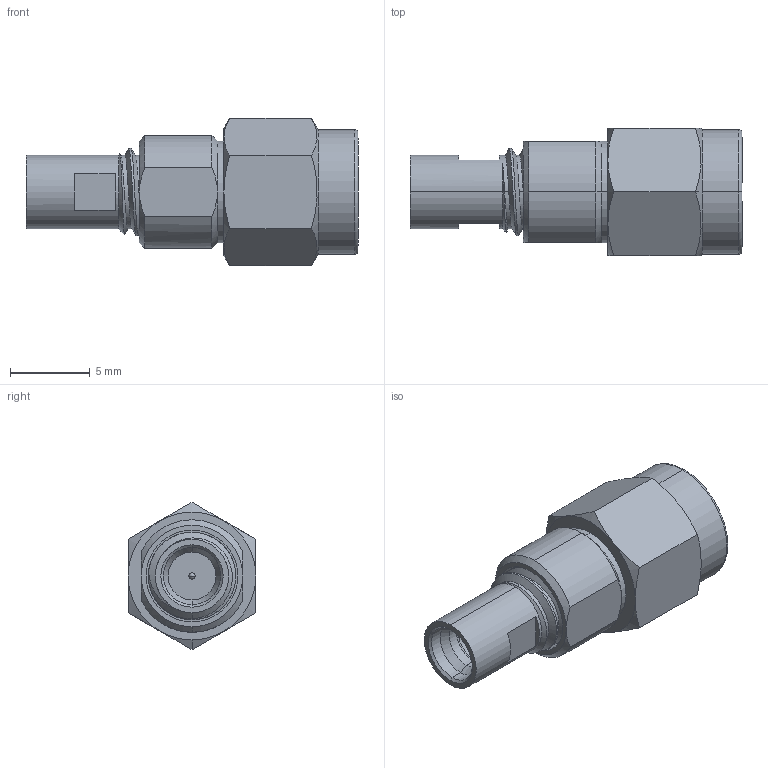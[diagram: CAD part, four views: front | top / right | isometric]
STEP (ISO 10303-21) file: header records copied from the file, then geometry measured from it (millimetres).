
FILE_DESCRIPTION (( 'STEP AP214' ), '1' );
FILE_NAME ('FMAD91717_3D.step', '2023-10-23T17:02:13', ( '' ), ( '' ), 'SwSTEP 2.0', 'SolidWorks 2022', '' );
FILE_SCHEMA (( 'AUTOMOTIVE_DESIGN' ));
Length unit declared in the file: millimetre
Products named in the file (1): FMAD91717_3D
Bounding box: 20.8 x 8 x 9.24 mm (x, y, z)
Volume: 601.6 mm3; surface area: 981 mm2
Topology: 3 solids, 3 shells, 134 faces, 318 edges, 198 vertices
Faces by surface type: cylinder 63, cone 32, plane 29, bspline 4, torus 4, sphere 2
Entity records: 5956 total; most frequent: CARTESIAN_POINT 2948, ORIENTED_EDGE 632, DIRECTION 581, EDGE_CURVE 316, AXIS2_PLACEMENT_3D 240, VERTEX_POINT 198, EDGE_LOOP 146, ADVANCED_FACE 134
